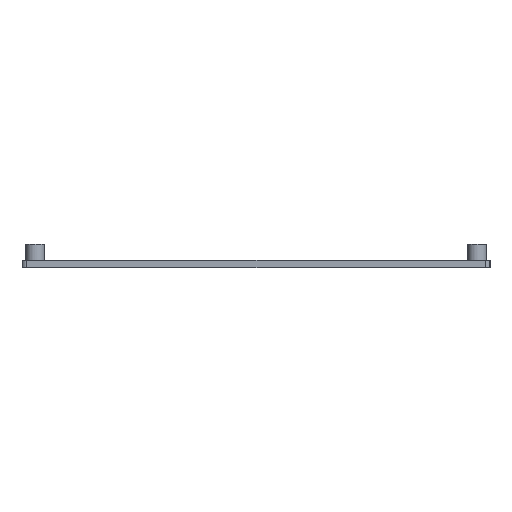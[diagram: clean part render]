
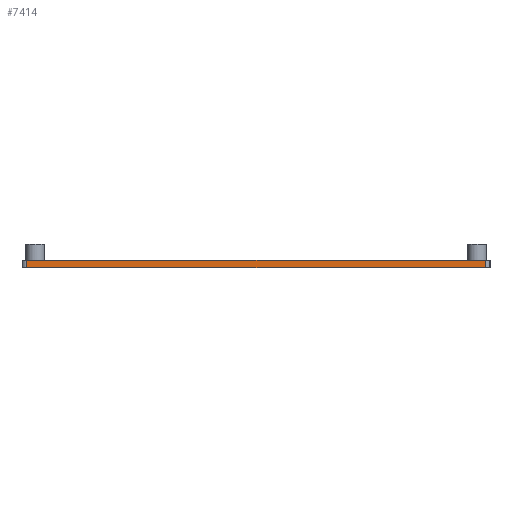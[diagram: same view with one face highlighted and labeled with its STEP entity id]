
A CAD part, left-side view. The second image highlights one B-rep face of the part: STEP entity #7414.
In plain terms, the highlighted planar face has unit normal (-1, 0, 0).
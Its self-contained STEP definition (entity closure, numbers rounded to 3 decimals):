
#1024=FACE_OUTER_BOUND('',#1485,.T.);
#1485=EDGE_LOOP('',(#6804,#6805,#6806,#6807));
#2196=LINE('',#12425,#2905);
#2204=LINE('',#12457,#2913);
#2210=LINE('',#12478,#2919);
#2211=LINE('',#12480,#2920);
#2905=VECTOR('',#10234,1.);
#2913=VECTOR('',#10262,1.);
#2919=VECTOR('',#10286,1.);
#2920=VECTOR('',#10289,1.);
#3615=VERTEX_POINT('',#12422);
#3616=VERTEX_POINT('',#12424);
#3629=VERTEX_POINT('',#12454);
#3630=VERTEX_POINT('',#12456);
#4671=EDGE_CURVE('',#3616,#3615,#2196,.T.);
#4687=EDGE_CURVE('',#3629,#3630,#2204,.T.);
#4698=EDGE_CURVE('',#3629,#3616,#2210,.T.);
#4699=EDGE_CURVE('',#3630,#3615,#2211,.T.);
#6804=ORIENTED_EDGE('',*,*,#4698,.T.);
#6805=ORIENTED_EDGE('',*,*,#4671,.T.);
#6806=ORIENTED_EDGE('',*,*,#4699,.F.);
#6807=ORIENTED_EDGE('',*,*,#4687,.F.);
#7058=PLANE('',#8154);
#7414=ADVANCED_FACE('',(#1024),#7058,.T.);
#8154=AXIS2_PLACEMENT_3D('',#12479,#10287,#10288);
#10234=DIRECTION('',(0.,-1.,0.));
#10262=DIRECTION('',(0.,-1.,0.));
#10286=DIRECTION('',(0.,0.,-1.));
#10287=DIRECTION('center_axis',(-1.,0.,0.));
#10288=DIRECTION('ref_axis',(0.,-1.,0.));
#10289=DIRECTION('',(0.,0.,-1.));
#12422=CARTESIAN_POINT('',(-84.625,-42.815,-3.47));
#12424=CARTESIAN_POINT('',(-84.625,55.685,-3.47));
#12425=CARTESIAN_POINT('',(-84.625,55.685,-3.47));
#12454=CARTESIAN_POINT('',(-84.625,55.685,-1.87));
#12456=CARTESIAN_POINT('',(-84.625,-42.815,-1.87));
#12457=CARTESIAN_POINT('',(-84.625,55.685,-1.87));
#12478=CARTESIAN_POINT('',(-84.625,55.685,-1.87));
#12479=CARTESIAN_POINT('Origin',(-84.625,55.685,-1.87));
#12480=CARTESIAN_POINT('',(-84.625,-42.815,-1.87));
